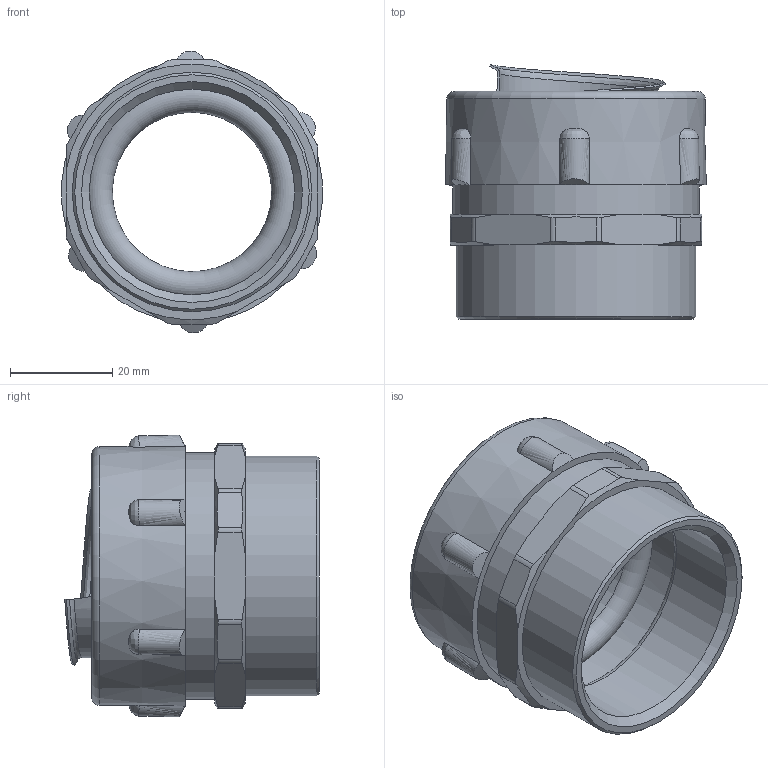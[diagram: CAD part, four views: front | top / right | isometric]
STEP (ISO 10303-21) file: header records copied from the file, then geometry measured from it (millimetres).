
FILE_DESCRIPTION(/* description */ (''),/* implementation_level */ '2;1');
FILE_NAME(/* name */ 'РКВ-32.stp',/* time_stamp */ '2021-06-08T12:36:39+07:00',/* author */ ('zeta-09'),/* organization */ (''),/* preprocessor_version */ 'ST-DEVELOPER v18.1',/* originating_system */ 'Autodesk Inventor 2021',/* authorisation */ '');
FILE_SCHEMA (('AUTOMOTIVE_DESIGN { 1 0 10303 214 3 1 1 }'));
Length unit declared in the file: millimetre
Products named in the file (1): РКВ-32
Bounding box: 51.07 x 49.87 x 55.15 mm (x, y, z)
Volume: 23493.7 mm3; surface area: 27561.1 mm2
Topology: 8 solids, 8 shells, 113 faces, 315 edges, 222 vertices
Faces by surface type: bspline 30, cone 27, plane 26, cylinder 24, torus 6
Full cylindrical faces by diameter (mm): 31.2 x1, 32 x1, 39.9 x1, 40.25 x1, 42 x2, 42.8 x1, 43.9 x2, 46.9 x1, 47.2 x1, 48.3 x1
Entity records: 5109 total; most frequent: CARTESIAN_POINT 2182, ORIENTED_EDGE 640, DIRECTION 507, EDGE_CURVE 320, VERTEX_POINT 227, AXIS2_PLACEMENT_3D 213, CIRCLE 129, EDGE_LOOP 121
